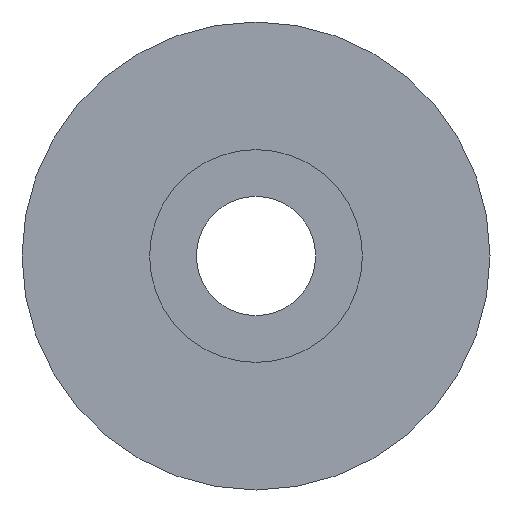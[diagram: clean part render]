
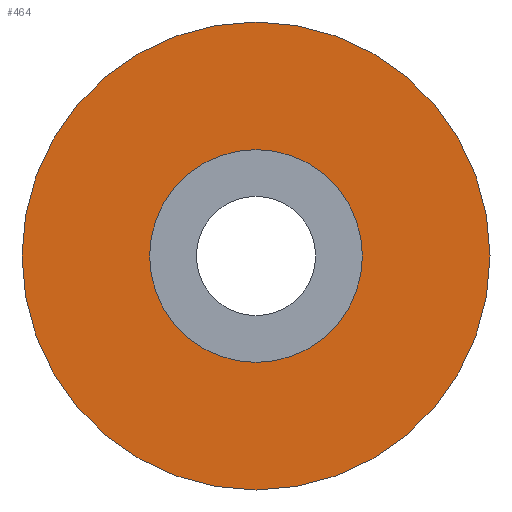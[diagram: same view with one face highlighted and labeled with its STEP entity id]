
A CAD part, front view. The second image highlights one B-rep face of the part: STEP entity #464.
In plain terms, the highlighted planar face has unit normal (0, -1, 0).
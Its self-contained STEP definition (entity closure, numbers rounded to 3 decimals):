
#17 = AXIS2_PLACEMENT_3D ( 'NONE', #165, #208, #394 ) ;
#26 = FACE_BOUND ( 'NONE', #146, .T. ) ;
#36 = CARTESIAN_POINT ( 'NONE',  ( 0., 0., 1.25 ) ) ;
#83 = EDGE_CURVE ( 'NONE', #222, #476, #279, .T. ) ;
#87 = AXIS2_PLACEMENT_3D ( 'NONE', #322, #471, #360 ) ;
#97 = CIRCLE ( 'NONE', #378, 1.25 ) ;
#101 = AXIS2_PLACEMENT_3D ( 'NONE', #190, #339, #490 ) ;
#110 = EDGE_CURVE ( 'NONE', #120, #291, #247, .T. ) ;
#120 = VERTEX_POINT ( 'NONE', #213 ) ;
#130 = EDGE_LOOP ( 'NONE', ( #299, #294 ) ) ;
#146 = EDGE_LOOP ( 'NONE', ( #385, #174 ) ) ;
#152 = CARTESIAN_POINT ( 'NONE',  ( 0., 0., 2.75 ) ) ;
#154 = DIRECTION ( 'NONE',  ( 0., -1., 0. ) ) ;
#165 = CARTESIAN_POINT ( 'NONE',  ( 0., 0., 0. ) ) ;
#174 = ORIENTED_EDGE ( 'NONE', *, *, #338, .F. ) ;
#178 = EDGE_CURVE ( 'NONE', #476, #222, #295, .T. ) ;
#190 = CARTESIAN_POINT ( 'NONE',  ( 0., 0., 0. ) ) ;
#207 = DIRECTION ( 'NONE',  ( 0., 0., 1. ) ) ;
#208 = DIRECTION ( 'NONE',  ( 0., -1., 0. ) ) ;
#213 = CARTESIAN_POINT ( 'NONE',  ( 0., 0., -1.25 ) ) ;
#222 = VERTEX_POINT ( 'NONE', #389 ) ;
#247 = CIRCLE ( 'NONE', #17, 1.25 ) ;
#271 = FACE_OUTER_BOUND ( 'NONE', #130, .T. ) ;
#279 = CIRCLE ( 'NONE', #87, 2.75 ) ;
#289 = CARTESIAN_POINT ( 'NONE',  ( 0., 0., 0. ) ) ;
#291 = VERTEX_POINT ( 'NONE', #36 ) ;
#294 = ORIENTED_EDGE ( 'NONE', *, *, #178, .F. ) ;
#295 = CIRCLE ( 'NONE', #482, 2.75 ) ;
#299 = ORIENTED_EDGE ( 'NONE', *, *, #83, .F. ) ;
#306 = DIRECTION ( 'NONE',  ( 0., 0., -1. ) ) ;
#322 = CARTESIAN_POINT ( 'NONE',  ( 0., 0., 0. ) ) ;
#334 = PLANE ( 'NONE',  #101 ) ;
#338 = EDGE_CURVE ( 'NONE', #291, #120, #97, .T. ) ;
#339 = DIRECTION ( 'NONE',  ( 0., 1., 0. ) ) ;
#342 = CARTESIAN_POINT ( 'NONE',  ( 0., 0., 0. ) ) ;
#360 = DIRECTION ( 'NONE',  ( 0., 0., 1. ) ) ;
#378 = AXIS2_PLACEMENT_3D ( 'NONE', #342, #154, #306 ) ;
#385 = ORIENTED_EDGE ( 'NONE', *, *, #110, .F. ) ;
#389 = CARTESIAN_POINT ( 'NONE',  ( 0., 0., -2.75 ) ) ;
#394 = DIRECTION ( 'NONE',  ( 0., 0., -1. ) ) ;
#433 = DIRECTION ( 'NONE',  ( 0., 1., 0. ) ) ;
#464 = ADVANCED_FACE ( 'NONE', ( #26, #271 ), #334, .F. ) ;
#471 = DIRECTION ( 'NONE',  ( 0., 1., 0. ) ) ;
#476 = VERTEX_POINT ( 'NONE', #152 ) ;
#482 = AXIS2_PLACEMENT_3D ( 'NONE', #289, #433, #207 ) ;
#490 = DIRECTION ( 'NONE',  ( 0., 0., 1. ) ) ;
